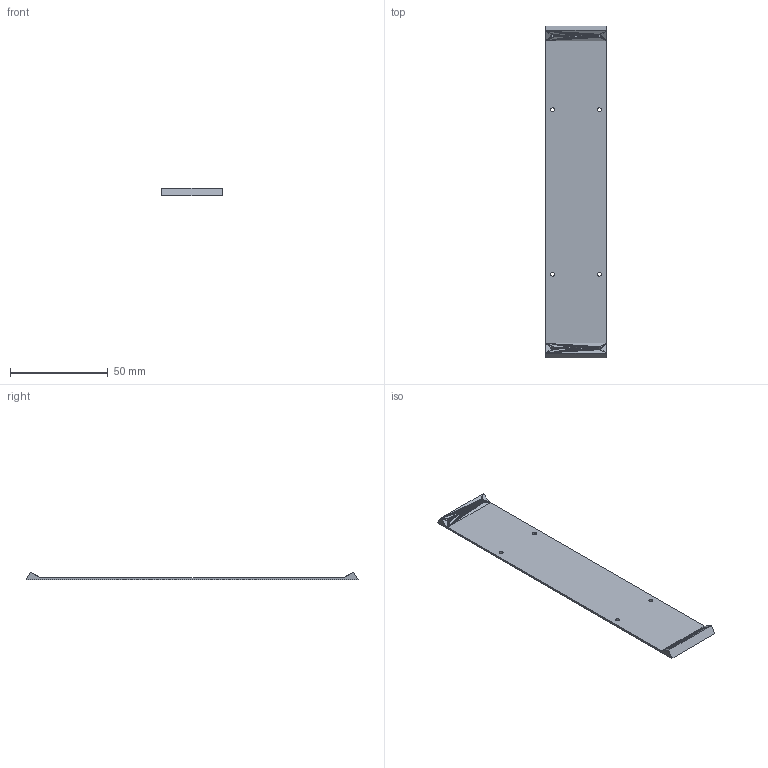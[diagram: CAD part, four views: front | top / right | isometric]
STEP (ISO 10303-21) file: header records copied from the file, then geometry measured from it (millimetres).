
FILE_DESCRIPTION(('FreeCAD Model'),'2;1');
FILE_NAME('Open CASCADE Shape Model','2024-02-27T23:29:44',(''),(''), 'Open CASCADE STEP processor 7.6','FreeCAD','Unknown');
FILE_SCHEMA(('AUTOMOTIVE_DESIGN { 1 0 10303 214 1 1 1 1 }'));
Length unit declared in the file: millimetre
Products named in the file (1): SideWallThin001 (Solid)001
Bounding box: 31 x 170 x 4 mm (x, y, z)
Volume: 5830.2 mm3; surface area: 11182 mm2
Topology: 1 solids, 1 shells, 550 faces, 1046 edges, 492 vertices
Faces by surface type: plane 550
Entity records: 26362 total; most frequent: DIRECTION 4240, CARTESIAN_POINT 4181, LINE 3138, VECTOR 3138, ORIENTED_EDGE 2092, PCURVE 2092, DEFINITIONAL_REPRESENTATION 2092, EDGE_CURVE 1046
